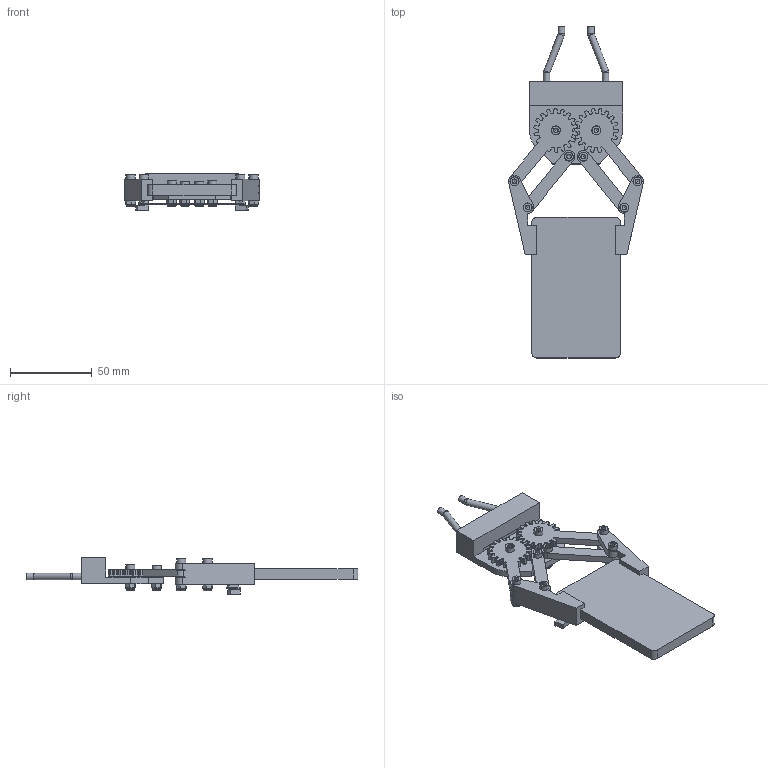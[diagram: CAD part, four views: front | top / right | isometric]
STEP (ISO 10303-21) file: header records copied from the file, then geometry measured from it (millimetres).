
FILE_DESCRIPTION(('FreeCAD Model'),'2;1');
FILE_NAME('robot-claw-id-holder.step', '2015-12-03T10:41:30',('Author'),(''), 'Open CASCADE STEP processor 6.8','FreeCAD','Unknown');
FILE_SCHEMA(('AUTOMOTIVE_DESIGN_CC2 { 1 2 10303 214 -1 1 5 4 }'));
Length unit declared in the file: millimetre
Products named in the file (27): ASSEMBLY; bq-id-card002; link-1; left-gear-link; right-gear001; right-link; Clone_of_base2; Clone_of_rope; bolt-M3x16-002; bolt-M3x16-003; bolt-M3x16-004; bolt-M3x16-005; Bolt-M3x12-002; Bolt-M3x12-003; Bolt-M3x12-004; Bolt-M3x12-006; Nyloc-nut-M005; Nyloc-nut-M006; Nyloc-nut-M007; Nyloc-nut-M008; Nyloc-nut-M009; Nyloc-nut-M010; Nyloc-nut-M011; Nyloc-nut-M012; Clone_of_left-finger-master; Clone_of_right-finger-master; Clone_of_rubber
Assembly tree (26 placements, depth 2):
  ASSEMBLY
    bq-id-card002
    link-1
    left-gear-link
    right-gear001
    right-link
    Clone_of_base2
    Clone_of_rope
    bolt-M3x16-002
    bolt-M3x16-003
    bolt-M3x16-004
    bolt-M3x16-005
    Bolt-M3x12-002
    Bolt-M3x12-003
    Bolt-M3x12-004
    Bolt-M3x12-006
    Nyloc-nut-M005
    Nyloc-nut-M006
    Nyloc-nut-M007
    Nyloc-nut-M008
    Nyloc-nut-M009
    Nyloc-nut-M010
    Nyloc-nut-M011
    Nyloc-nut-M012
    Clone_of_left-finger-master
    Clone_of_right-finger-master
    Clone_of_rubber
Bounding box: 82.5 x 202.71 x 22.5 mm (x, y, z)
Volume: 68878 mm3; surface area: 38217.9 mm2
Topology: 34 solids, 35 shells, 929 faces, 2349 edges, 1502 vertices
Faces by surface type: plane 354, cylinder 280, cone 144, extrusion 137, torus 8, revolution 6
Full cylindrical faces by diameter (mm): 2.9 x8, 3 x16, 3.2 x20, 3.3 x8, 3.5 x8, 5.3 x8, 5.5 x8
Entity records: 64785 total; most frequent: CARTESIAN_POINT 16801, DIRECTION 8187, ORIENTED_EDGE 4680, PCURVE 4680, DEFINITIONAL_REPRESENTATION 4680, VECTOR 4054, LINE 3917, EDGE_CURVE 2341
